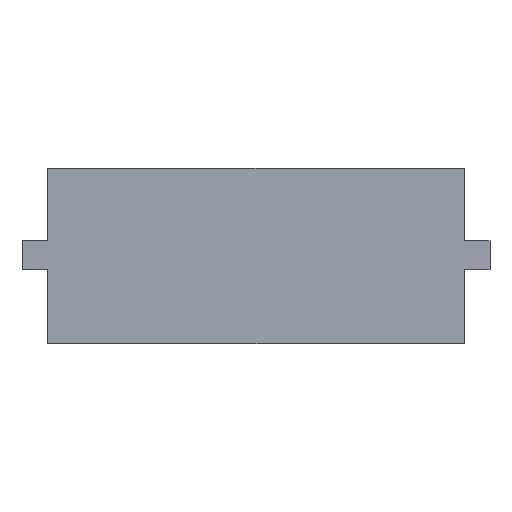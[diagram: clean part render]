
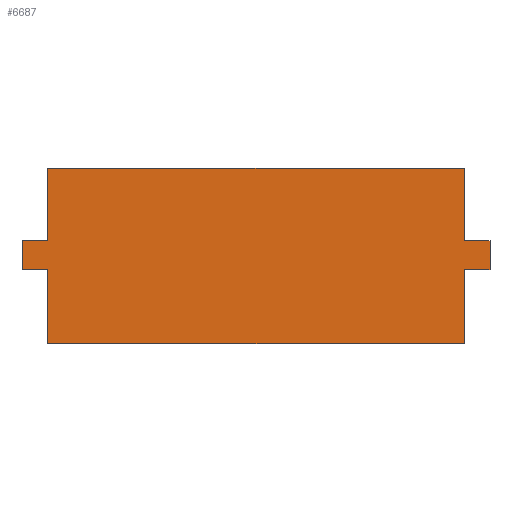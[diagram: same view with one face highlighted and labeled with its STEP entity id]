
A CAD part, front view. The second image highlights one B-rep face of the part: STEP entity #6687.
In plain terms, the highlighted planar face has unit normal (0, -1, 0).
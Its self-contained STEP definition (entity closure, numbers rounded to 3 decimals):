
#82 = VECTOR ( 'NONE', #101, 1000. ) ;
#94 = LINE ( 'NONE', #102, #82 ) ;
#101 = DIRECTION ( 'NONE',  ( -1., 0., 0. ) ) ;
#102 = CARTESIAN_POINT ( 'NONE',  ( 0.7, 0., -2.778 ) ) ;
#212 = DIRECTION ( 'NONE',  ( 0., 0., -1. ) ) ;
#213 = CARTESIAN_POINT ( 'NONE',  ( 11.4, 0., 0. ) ) ;
#214 = LINE ( 'NONE', #213, #273 ) ;
#273 = VECTOR ( 'NONE', #212, 1000. ) ;
#298 = EDGE_CURVE ( 'NONE', #6923, #6461, #94, .T. ) ;
#302 = ORIENTED_EDGE ( 'NONE', *, *, #6931, .F. ) ;
#332 = CARTESIAN_POINT ( 'NONE',  ( 11.4, 0., 0. ) ) ;
#342 = LINE ( 'NONE', #332, #399 ) ;
#344 = CARTESIAN_POINT ( 'NONE',  ( 11.4, 0., -2.778 ) ) ;
#368 = CARTESIAN_POINT ( 'NONE',  ( 11.4, 0., 0. ) ) ;
#395 = CARTESIAN_POINT ( 'NONE',  ( 11.4, 0., -1.978 ) ) ;
#398 = DIRECTION ( 'NONE',  ( 0., 0., -1. ) ) ;
#399 = VECTOR ( 'NONE', #398, 1000. ) ;
#435 = CARTESIAN_POINT ( 'NONE',  ( 11.4, 0., -4.8 ) ) ;
#5357 = DIRECTION ( 'NONE',  ( 1., 0., 0. ) ) ;
#5358 = VECTOR ( 'NONE', #5357, 1000. ) ;
#5362 = CARTESIAN_POINT ( 'NONE',  ( -0.7, 0., -1.978 ) ) ;
#5374 = CARTESIAN_POINT ( 'NONE',  ( 0.7, 0., -1.978 ) ) ;
#5375 = LINE ( 'NONE', #5374, #5358 ) ;
#5431 = EDGE_CURVE ( 'NONE', #5456, #5485, #214, .T. ) ;
#5456 = VERTEX_POINT ( 'NONE', #344 ) ;
#5458 = EDGE_CURVE ( 'NONE', #5465, #5474, #342, .T. ) ;
#5465 = VERTEX_POINT ( 'NONE', #368 ) ;
#5474 = VERTEX_POINT ( 'NONE', #395 ) ;
#5485 = VERTEX_POINT ( 'NONE', #435 ) ;
#6391 = ORIENTED_EDGE ( 'NONE', *, *, #6971, .F. ) ;
#6406 = VERTEX_POINT ( 'NONE', #5362 ) ;
#6407 = EDGE_CURVE ( 'NONE', #6406, #6968, #5375, .T. ) ;
#6409 = ORIENTED_EDGE ( 'NONE', *, *, #6407, .F. ) ;
#6458 = ORIENTED_EDGE ( 'NONE', *, *, #6654, .F. ) ;
#6459 = EDGE_CURVE ( 'NONE', #6461, #6406, #7255, .T. ) ;
#6460 = ORIENTED_EDGE ( 'NONE', *, *, #298, .F. ) ;
#6461 = VERTEX_POINT ( 'NONE', #7244 ) ;
#6462 = ORIENTED_EDGE ( 'NONE', *, *, #6459, .F. ) ;
#6654 = EDGE_CURVE ( 'NONE', #5485, #6930, #8185, .T. ) ;
#6660 = EDGE_CURVE ( 'NONE', #6967, #5465, #8188, .T. ) ;
#6673 = VERTEX_POINT ( 'NONE', #8342 ) ;
#6675 = ORIENTED_EDGE ( 'NONE', *, *, #6660, .F. ) ;
#6677 = EDGE_LOOP ( 'NONE', ( #6688, #6693, #6722, #6686, #7030, #6675, #6391, #6409, #6462, #6460, #302, #6458 ) ) ;
#6680 = EDGE_CURVE ( 'NONE', #6673, #5456, #8379, .T. ) ;
#6682 = EDGE_CURVE ( 'NONE', #6699, #6673, #8371, .T. ) ;
#6686 = ORIENTED_EDGE ( 'NONE', *, *, #6719, .F. ) ;
#6687 = ADVANCED_FACE ( 'NONE', ( #8365 ), #8372, .T. ) ;
#6688 = ORIENTED_EDGE ( 'NONE', *, *, #5431, .F. ) ;
#6693 = ORIENTED_EDGE ( 'NONE', *, *, #6680, .F. ) ;
#6699 = VERTEX_POINT ( 'NONE', #8400 ) ;
#6719 = EDGE_CURVE ( 'NONE', #5474, #6699, #8415, .T. ) ;
#6722 = ORIENTED_EDGE ( 'NONE', *, *, #6682, .F. ) ;
#6923 = VERTEX_POINT ( 'NONE', #9504 ) ;
#6930 = VERTEX_POINT ( 'NONE', #9532 ) ;
#6931 = EDGE_CURVE ( 'NONE', #6930, #6923, #9503, .T. ) ;
#6967 = VERTEX_POINT ( 'NONE', #9653 ) ;
#6968 = VERTEX_POINT ( 'NONE', #9665 ) ;
#6971 = EDGE_CURVE ( 'NONE', #6968, #6967, #9648, .T. ) ;
#7030 = ORIENTED_EDGE ( 'NONE', *, *, #5458, .F. ) ;
#7242 = DIRECTION ( 'NONE',  ( 0., 0., 1. ) ) ;
#7243 = VECTOR ( 'NONE', #7242, 1000. ) ;
#7244 = CARTESIAN_POINT ( 'NONE',  ( -0.7, 0., -2.778 ) ) ;
#7254 = CARTESIAN_POINT ( 'NONE',  ( -0.7, 0., -1.978 ) ) ;
#7255 = LINE ( 'NONE', #7254, #7243 ) ;
#8172 = DIRECTION ( 'NONE',  ( 1., 0., 0. ) ) ;
#8173 = VECTOR ( 'NONE', #8172, 1000. ) ;
#8182 = DIRECTION ( 'NONE',  ( -1., 0., 0. ) ) ;
#8183 = VECTOR ( 'NONE', #8182, 1000. ) ;
#8184 = CARTESIAN_POINT ( 'NONE',  ( 0., 0., -4.8 ) ) ;
#8185 = LINE ( 'NONE', #8184, #8183 ) ;
#8187 = CARTESIAN_POINT ( 'NONE',  ( 0., 0., 0. ) ) ;
#8188 = LINE ( 'NONE', #8187, #8173 ) ;
#8329 = AXIS2_PLACEMENT_3D ( 'NONE', #8398, #8397, #8396 ) ;
#8339 = CARTESIAN_POINT ( 'NONE',  ( 10.7, 0., -2.778 ) ) ;
#8342 = CARTESIAN_POINT ( 'NONE',  ( 12.1, 0., -2.778 ) ) ;
#8365 = FACE_OUTER_BOUND ( 'NONE', #6677, .T. ) ;
#8368 = DIRECTION ( 'NONE',  ( 0., 0., -1. ) ) ;
#8369 = VECTOR ( 'NONE', #8368, 1000. ) ;
#8370 = CARTESIAN_POINT ( 'NONE',  ( 12.1, 0., -2.778 ) ) ;
#8371 = LINE ( 'NONE', #8370, #8369 ) ;
#8372 = PLANE ( 'NONE',  #8329 ) ;
#8373 = DIRECTION ( 'NONE',  ( -1., 0., 0. ) ) ;
#8374 = VECTOR ( 'NONE', #8373, 1000. ) ;
#8379 = LINE ( 'NONE', #8339, #8374 ) ;
#8396 = DIRECTION ( 'NONE',  ( 0., 0., -1. ) ) ;
#8397 = DIRECTION ( 'NONE',  ( 0., -1., 0. ) ) ;
#8398 = CARTESIAN_POINT ( 'NONE',  ( 0., 0., -4.8 ) ) ;
#8400 = CARTESIAN_POINT ( 'NONE',  ( 12.1, 0., -1.978 ) ) ;
#8413 = CARTESIAN_POINT ( 'NONE',  ( 10.7, 0., -1.978 ) ) ;
#8415 = LINE ( 'NONE', #8413, #8463 ) ;
#8462 = DIRECTION ( 'NONE',  ( 1., 0., 0. ) ) ;
#8463 = VECTOR ( 'NONE', #8462, 1000. ) ;
#9503 = LINE ( 'NONE', #9578, #9577 ) ;
#9504 = CARTESIAN_POINT ( 'NONE',  ( 0., 0., -2.778 ) ) ;
#9532 = CARTESIAN_POINT ( 'NONE',  ( 0., 0., -4.8 ) ) ;
#9576 = DIRECTION ( 'NONE',  ( 0., 0., 1. ) ) ;
#9577 = VECTOR ( 'NONE', #9576, 1000. ) ;
#9578 = CARTESIAN_POINT ( 'NONE',  ( 0., 0., 0. ) ) ;
#9641 = DIRECTION ( 'NONE',  ( 0., 0., 1. ) ) ;
#9642 = VECTOR ( 'NONE', #9641, 1000. ) ;
#9643 = CARTESIAN_POINT ( 'NONE',  ( 0., 0., 0. ) ) ;
#9648 = LINE ( 'NONE', #9643, #9642 ) ;
#9653 = CARTESIAN_POINT ( 'NONE',  ( 0., 0., 0. ) ) ;
#9665 = CARTESIAN_POINT ( 'NONE',  ( 0., 0., -1.978 ) ) ;
